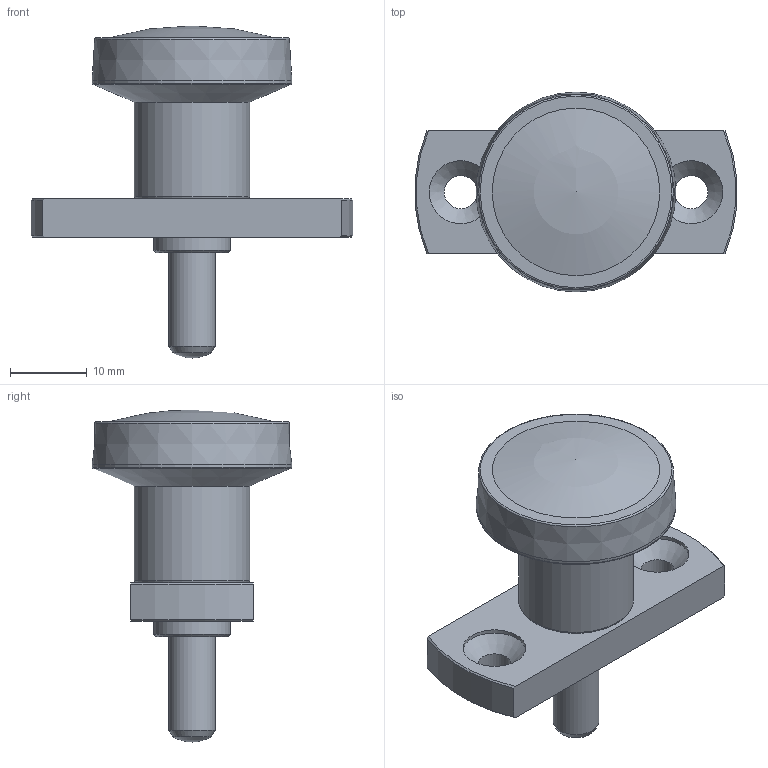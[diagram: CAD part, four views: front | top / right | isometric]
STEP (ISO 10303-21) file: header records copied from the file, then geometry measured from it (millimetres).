
FILE_DESCRIPTION( ( 'Unknown' ), '1' );
FILE_NAME( '6394410_PPF_14.stp', 'Unknown', ( 'Unknown' ), ( 'Unknown' ), 'PSStep 14.0', 'Unknown', ' ' );
FILE_SCHEMA( ( 'AUTOMOTIVE_DESIGN { 1 0 10303 214 1 1 1 1 }' ) );
Length unit declared in the file: millimetre
Products named in the file (1): 8900455
Bounding box: 41.87 x 26 x 43.2 mm (x, y, z)
Volume: 9316.9 mm3; surface area: 5977.1 mm2
Topology: 1 solids, 7 shells, 76 faces, 171 edges, 111 vertices
Faces by surface type: plane 30, cone 21, cylinder 20, torus 3, sphere 2
Full cylindrical faces by diameter (mm): 3.8 x4, 4 x2, 4.3 x2, 6 x1, 6.1 x1, 7.5 x1, 8.2 x2, 9.7 x1, 10 x2, 15 x1, 26 x1
Entity records: 2396 total; most frequent: DIRECTION 330, CARTESIAN_POINT 301, ORIENTED_EDGE 220, AXIS2_PLACEMENT_3D 151, EDGE_LOOP 132, EDGE_CURVE 110, FACE_OUTER_BOUND 97, VERTEX_POINT 90
